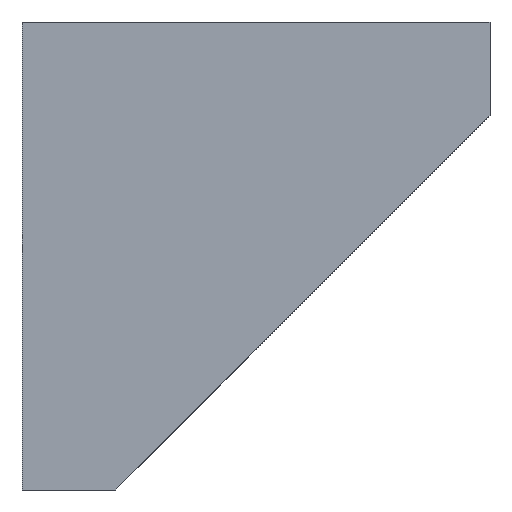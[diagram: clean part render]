
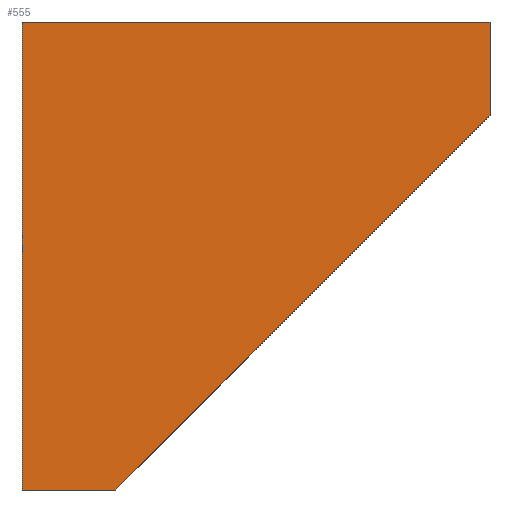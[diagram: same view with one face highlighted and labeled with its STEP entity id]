
A CAD part, front view. The second image highlights one B-rep face of the part: STEP entity #555.
In plain terms, the highlighted planar face has unit normal (0, -1, 0).
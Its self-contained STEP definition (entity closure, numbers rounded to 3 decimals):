
#173=ORIENTED_EDGE('',*,*,#250,.T.);
#174=ORIENTED_EDGE('',*,*,#241,.T.);
#175=ORIENTED_EDGE('',*,*,#245,.T.);
#176=ORIENTED_EDGE('',*,*,#218,.T.);
#177=ORIENTED_EDGE('',*,*,#247,.T.);
#218=EDGE_CURVE('',#283,#282,#336,.T.);
#241=EDGE_CURVE('',#292,#293,#349,.T.);
#245=EDGE_CURVE('',#293,#283,#353,.T.);
#247=EDGE_CURVE('',#282,#296,#355,.T.);
#250=EDGE_CURVE('',#296,#292,#358,.T.);
#282=VERTEX_POINT('',#841);
#283=VERTEX_POINT('',#843);
#292=VERTEX_POINT('',#890);
#293=VERTEX_POINT('',#891);
#296=VERTEX_POINT('',#902);
#336=LINE('',#842,#398);
#349=LINE('',#889,#411);
#353=LINE('',#898,#415);
#355=LINE('',#901,#417);
#358=LINE('',#907,#420);
#398=VECTOR('',#682,1000.);
#411=VECTOR('',#735,1000.);
#415=VECTOR('',#741,1000.);
#417=VECTOR('',#745,1000.);
#420=VECTOR('',#750,1000.);
#461=EDGE_LOOP('',(#173,#174,#175,#176,#177));
#501=FACE_BOUND('',#461,.T.);
#525=PLANE('',#609);
#555=ADVANCED_FACE('',(#501),#525,.T.);
#609=AXIS2_PLACEMENT_3D('',#910,#754,#755);
#682=DIRECTION('',(0.707,0.,0.707));
#735=DIRECTION('',(0.,0.,-1.));
#741=DIRECTION('',(1.,0.,0.));
#745=DIRECTION('',(0.,0.,1.));
#750=DIRECTION('',(-1.,0.,0.));
#754=DIRECTION('',(0.,-1.,0.));
#755=DIRECTION('',(-1.,0.,0.));
#841=CARTESIAN_POINT('',(20.,0.,16.));
#842=CARTESIAN_POINT('',(12.,0.,8.));
#843=CARTESIAN_POINT('',(4.,0.,0.));
#889=CARTESIAN_POINT('',(0.,0.,10.));
#890=CARTESIAN_POINT('',(0.,0.,20.));
#891=CARTESIAN_POINT('',(0.,0.,0.));
#898=CARTESIAN_POINT('',(2.,0.,0.));
#901=CARTESIAN_POINT('',(20.,0.,18.));
#902=CARTESIAN_POINT('',(20.,0.,20.));
#907=CARTESIAN_POINT('',(10.,0.,20.));
#910=CARTESIAN_POINT('',(20.001,0.,20.001));
